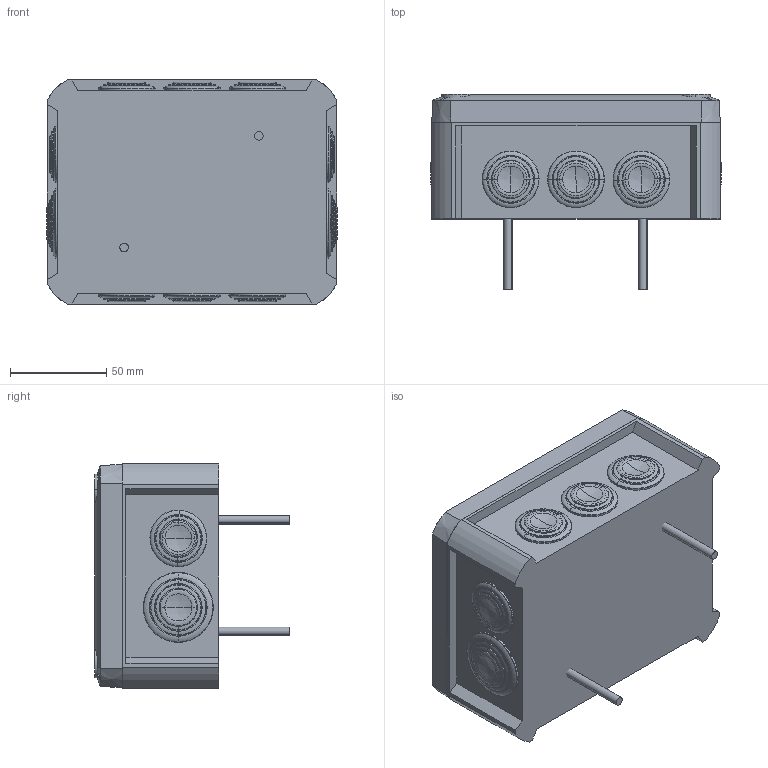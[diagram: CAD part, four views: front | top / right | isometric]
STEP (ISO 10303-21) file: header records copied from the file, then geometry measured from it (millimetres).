
FILE_DESCRIPTION (( 'STEP AP214' ), '1' );
FILE_NAME ('7205533.stp', '2018-10-03T11:48:08', ( '' ), ( '' ), 'SwSTEP 2.0', 'SolidWorks 2018', '' );
FILE_SCHEMA (( 'AUTOMOTIVE_DESIGN' ));
Length unit declared in the file: millimetre
Products named in the file (24): 062198_Standard; 062199_Standard; 085021_Standard; 085020_Standard; 085002_Standard; 085000_Standard; 084920_Standard; P_0000005961_1_Standard; 096203_Standard; 35019562_Standard; 096202_Standard; 0069005_Standard; 0068977_LGR; 062280_Standard; ED950_Standard; 084520_7205704-10mmý; ED540-02_02T100-ohne-VDE; P_0000008181_1_M4; ED540-01_gro疇 Einf”rungen; 084461_7205704T2; 084460_7205704T1; 7205533; 062246_Standard; P_39409373_1_Standard
Assembly tree (43 placements, depth 4):
  7205533
    ED540-01_gro疇 Einf”rungen
    ED540-02_02T100-ohne-VDE
    ED950_Standard  x4
    0068977_LGR  x8
    0069005_Standard  x2
    062280_Standard
      096202_Standard  x2
      35019562_Standard  x2
      096203_Standard  x2
      P_0000005961_1_Standard  x2
      085021_Standard
        084920_Standard
        085000_Standard
        085002_Standard
        085020_Standard
      062199_Standard
      062246_Standard
        062198_Standard
        P_39409373_1_Standard  x2
      084520_7205704-10mmý  x4
        084460_7205704T1
        084461_7205704T2
        P_0000008181_1_M4
Bounding box: 151.13 x 101.36 x 116.6 mm (x, y, z)
Volume: 247372.8 mm3; surface area: 232289.4 mm2
Topology: 48 solids, 48 shells, 1935 faces, 4605 edges, 2822 vertices
Faces by surface type: plane 729, cylinder 480, cone 362, torus 316, sphere 40, bspline 8
Entity records: 29088 total; most frequent: CARTESIAN_POINT 5701, DIRECTION 4792, ORIENTED_EDGE 4572, EDGE_CURVE 2286, AXIS2_PLACEMENT_3D 1727, VERTEX_POINT 1456, VECTOR 1338, LINE 1338
